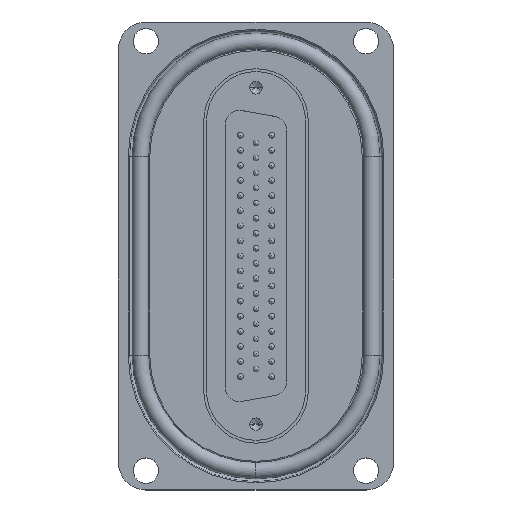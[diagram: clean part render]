
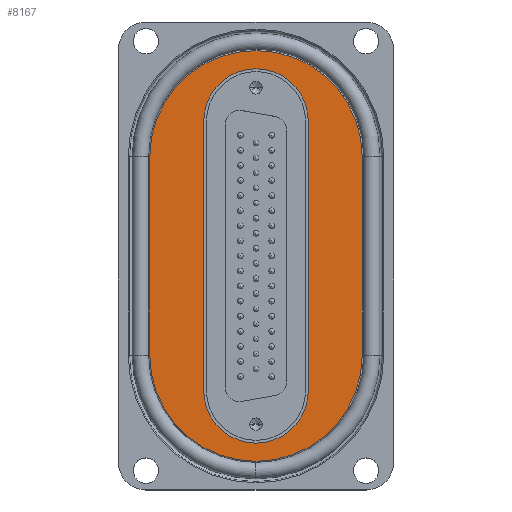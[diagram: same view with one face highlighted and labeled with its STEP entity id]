
A CAD part, top view. The second image highlights one B-rep face of the part: STEP entity #8167.
In plain terms, the highlighted planar face has unit normal (0, 0, 1).
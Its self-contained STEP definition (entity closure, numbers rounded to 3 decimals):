
#369 = CARTESIAN_POINT ( 'NONE',  ( -19.3, 0., 10. ) ) ;
#399 = CARTESIAN_POINT ( 'NONE',  ( -19.3, 18., 10. ) ) ;
#418 = VECTOR ( 'NONE', #12831, 1000. ) ;
#1101 = EDGE_CURVE ( 'NONE', #13414, #4094, #3368, .T. ) ;
#1152 = DIRECTION ( 'NONE',  ( 0., 0., 1. ) ) ;
#1280 = FACE_BOUND ( 'NONE', #9868, .T. ) ;
#1423 = CARTESIAN_POINT ( 'NONE',  ( 9.5, 24.5, 10. ) ) ;
#1601 = ORIENTED_EDGE ( 'NONE', *, *, #13332, .T. ) ;
#2260 = EDGE_CURVE ( 'NONE', #2803, #4386, #14528, .T. ) ;
#2311 = ORIENTED_EDGE ( 'NONE', *, *, #15210, .F. ) ;
#2734 = CIRCLE ( 'NONE', #2791, 9.5 ) ;
#2791 = AXIS2_PLACEMENT_3D ( 'NONE', #13173, #5797, #14417 ) ;
#2803 = VERTEX_POINT ( 'NONE', #399 ) ;
#2872 = CARTESIAN_POINT ( 'NONE',  ( -9.5, 24.5, 10. ) ) ;
#3019 = VECTOR ( 'NONE', #7600, 1000. ) ;
#3265 = ORIENTED_EDGE ( 'NONE', *, *, #10552, .T. ) ;
#3368 = LINE ( 'NONE', #5521, #418 ) ;
#3403 = CARTESIAN_POINT ( 'NONE',  ( 9.5, -24.5, 10. ) ) ;
#3416 = CARTESIAN_POINT ( 'NONE',  ( 19.3, 0., 10. ) ) ;
#3468 = CARTESIAN_POINT ( 'NONE',  ( 0., 18., 10. ) ) ;
#3642 = EDGE_CURVE ( 'NONE', #4094, #4674, #2734, .T. ) ;
#3889 = ORIENTED_EDGE ( 'NONE', *, *, #8057, .T. ) ;
#3944 = ORIENTED_EDGE ( 'NONE', *, *, #1101, .F. ) ;
#4094 = VERTEX_POINT ( 'NONE', #12050 ) ;
#4218 = AXIS2_PLACEMENT_3D ( 'NONE', #3468, #12100, #4722 ) ;
#4386 = VERTEX_POINT ( 'NONE', #11507 ) ;
#4674 = VERTEX_POINT ( 'NONE', #3403 ) ;
#4722 = DIRECTION ( 'NONE',  ( 1., 0., 0. ) ) ;
#5133 = LINE ( 'NONE', #3416, #11675 ) ;
#5521 = CARTESIAN_POINT ( 'NONE',  ( -9.5, 24.5, 10. ) ) ;
#5797 = DIRECTION ( 'NONE',  ( 0., 0., 1. ) ) ;
#6123 = CARTESIAN_POINT ( 'NONE',  ( 0., 0., 10. ) ) ;
#6140 = VERTEX_POINT ( 'NONE', #6299 ) ;
#6299 = CARTESIAN_POINT ( 'NONE',  ( 19.3, 18., 10. ) ) ;
#6405 = CARTESIAN_POINT ( 'NONE',  ( 0., -18., 10. ) ) ;
#6781 = CARTESIAN_POINT ( 'NONE',  ( 0., 24.5, 10. ) ) ;
#7000 = ORIENTED_EDGE ( 'NONE', *, *, #2260, .T. ) ;
#7321 = CARTESIAN_POINT ( 'NONE',  ( 19.3, -18., 10. ) ) ;
#7600 = DIRECTION ( 'NONE',  ( 0., 1., 0. ) ) ;
#7631 = DIRECTION ( 'NONE',  ( 1., 0., 0. ) ) ;
#7855 = DIRECTION ( 'NONE',  ( 0., -1., 0. ) ) ;
#7953 = VECTOR ( 'NONE', #7855, 1000. ) ;
#8000 = DIRECTION ( 'NONE',  ( 1., 0., 0. ) ) ;
#8057 = EDGE_CURVE ( 'NONE', #6140, #2803, #9415, .T. ) ;
#8167 = ADVANCED_FACE ( 'NONE', ( #1280, #11163 ), #8569, .T. ) ;
#8569 = PLANE ( 'NONE',  #12457 ) ;
#9402 = EDGE_CURVE ( 'NONE', #4674, #9406, #12470, .T. ) ;
#9406 = VERTEX_POINT ( 'NONE', #1423 ) ;
#9415 = CIRCLE ( 'NONE', #4218, 19.3 ) ;
#9826 = DIRECTION ( 'NONE',  ( 1., 0., 0. ) ) ;
#9868 = EDGE_LOOP ( 'NONE', ( #2311, #12085, #14094, #3944 ) ) ;
#10552 = EDGE_CURVE ( 'NONE', #12825, #6140, #5133, .T. ) ;
#10808 = DIRECTION ( 'NONE',  ( 0., 1., 0. ) ) ;
#11069 = AXIS2_PLACEMENT_3D ( 'NONE', #6405, #15032, #7631 ) ;
#11163 = FACE_OUTER_BOUND ( 'NONE', #12901, .T. ) ;
#11400 = AXIS2_PLACEMENT_3D ( 'NONE', #6781, #15410, #8000 ) ;
#11507 = CARTESIAN_POINT ( 'NONE',  ( -19.3, -18., 10. ) ) ;
#11675 = VECTOR ( 'NONE', #10808, 1000. ) ;
#12050 = CARTESIAN_POINT ( 'NONE',  ( -9.5, -24.5, 10. ) ) ;
#12085 = ORIENTED_EDGE ( 'NONE', *, *, #9402, .F. ) ;
#12100 = DIRECTION ( 'NONE',  ( 0., 0., 1. ) ) ;
#12457 = AXIS2_PLACEMENT_3D ( 'NONE', #6123, #1152, #9826 ) ;
#12470 = LINE ( 'NONE', #13762, #3019 ) ;
#12825 = VERTEX_POINT ( 'NONE', #7321 ) ;
#12831 = DIRECTION ( 'NONE',  ( 0., -1., 0. ) ) ;
#12901 = EDGE_LOOP ( 'NONE', ( #3265, #3889, #7000, #1601 ) ) ;
#13173 = CARTESIAN_POINT ( 'NONE',  ( 0., -24.5, 10. ) ) ;
#13219 = CIRCLE ( 'NONE', #11069, 19.3 ) ;
#13332 = EDGE_CURVE ( 'NONE', #4386, #12825, #13219, .T. ) ;
#13414 = VERTEX_POINT ( 'NONE', #2872 ) ;
#13762 = CARTESIAN_POINT ( 'NONE',  ( 9.5, 24.5, 10. ) ) ;
#14094 = ORIENTED_EDGE ( 'NONE', *, *, #3642, .F. ) ;
#14417 = DIRECTION ( 'NONE',  ( 1., 0., 0. ) ) ;
#14476 = CIRCLE ( 'NONE', #11400, 9.5 ) ;
#14528 = LINE ( 'NONE', #369, #7953 ) ;
#15032 = DIRECTION ( 'NONE',  ( 0., 0., 1. ) ) ;
#15210 = EDGE_CURVE ( 'NONE', #9406, #13414, #14476, .T. ) ;
#15410 = DIRECTION ( 'NONE',  ( 0., 0., 1. ) ) ;
